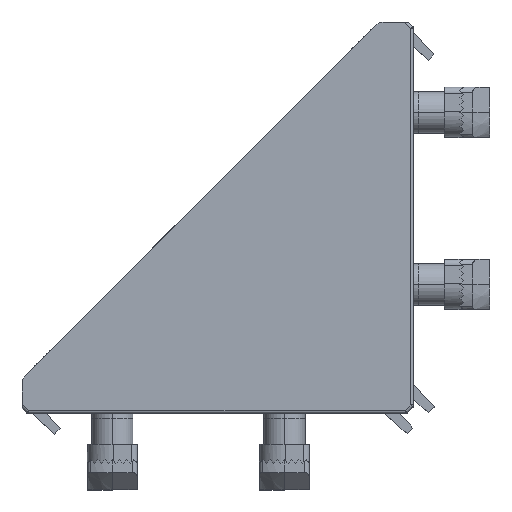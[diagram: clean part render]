
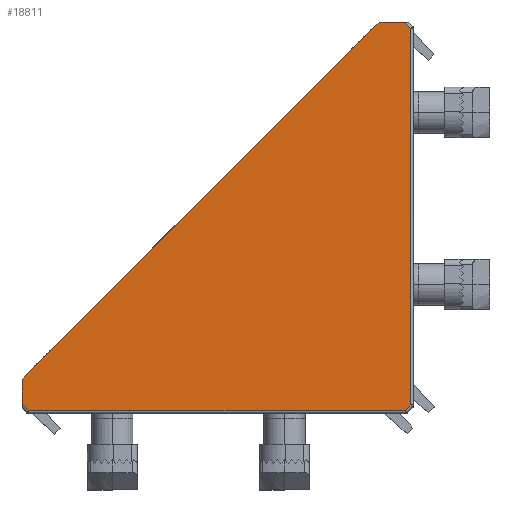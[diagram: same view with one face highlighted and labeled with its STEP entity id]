
A CAD part, top view. The second image highlights one B-rep face of the part: STEP entity #18811.
In plain terms, the highlighted planar face has unit normal (0.012, -0.012, 1).
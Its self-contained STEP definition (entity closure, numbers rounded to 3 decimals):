
#2678=DIRECTION('',(-0.707,-0.707,0.));
#2679=VECTOR('',#2678,96.304);
#2680=CARTESIAN_POINT('',(-7.317,75.414,37.));
#2681=LINE('',#2680,#2679);
#3022=DIRECTION('',(0.,-1.,-0.012));
#3023=VECTOR('',#3022,4.15);
#3024=CARTESIAN_POINT('',(-76.,5.903,36.99));
#3025=LINE('',#3024,#3023);
#3046=DIRECTION('',(0.707,-0.707,-0.017));
#3047=VECTOR('',#3046,1.782);
#3048=CARTESIAN_POINT('',(-76.,1.754,36.939));
#3049=LINE('',#3048,#3047);
#3053=DIRECTION('',(0.,-1.,-0.012));
#3054=VECTOR('',#3053,73.134);
#3055=CARTESIAN_POINT('',(-0.491,74.744,
36.907));
#3056=LINE('',#3055,#3054);
#3060=DIRECTION('',(-1.,0.,0.012));
#3061=VECTOR('',#3060,73.13);
#3062=CARTESIAN_POINT('',(-1.615,0.494,
36.005));
#3063=LINE('',#3062,#3061);
#3074=CARTESIAN_POINT('',(-75.414,7.317,37.));
#3075=CARTESIAN_POINT('',(-75.805,6.927,37.));
#3076=CARTESIAN_POINT('',(-76.,6.455,36.997));
#3077=CARTESIAN_POINT('',(-76.,5.903,36.99));
#3096=CARTESIAN_POINT('',(-5.903,76.,36.99));
#3097=CARTESIAN_POINT('',(-6.087,76.,36.992));
#3098=CARTESIAN_POINT('',(-6.436,75.95,36.996));
#3099=CARTESIAN_POINT('',(-6.905,75.756,36.999));
#3100=CARTESIAN_POINT('',(-7.187,75.544,37.));
#3101=CARTESIAN_POINT('',(-7.317,75.414,37.));
#3113=DIRECTION('',(-1.,0.,0.012));
#3114=VECTOR('',#3113,4.151);
#3115=CARTESIAN_POINT('',(-1.753,76.,36.939));
#3116=LINE('',#3115,#3114);
#3167=DIRECTION('',(-0.708,0.706,0.017));
#3168=VECTOR('',#3167,1.781);
#3169=CARTESIAN_POINT('',(-0.491,74.744,
36.907));
#3170=LINE('',#3169,#3168);
#12229=DIRECTION('',(0.707,0.707,0.));
#12230=VECTOR('',#12229,1.586);
#12231=CARTESIAN_POINT('',(-1.615,0.494,
36.005));
#12232=LINE('',#12231,#12230);
#14589=CARTESIAN_POINT('',(-1.615,0.494,
36.005));
#14590=VERTEX_POINT('',#14589);
#14591=CARTESIAN_POINT('',(-74.74,0.494,
36.907));
#14592=VERTEX_POINT('',#14591);
#14713=CARTESIAN_POINT('',(-7.317,75.414,37.));
#14714=VERTEX_POINT('',#14713);
#14715=CARTESIAN_POINT('',(-75.414,7.317,37.));
#14716=VERTEX_POINT('',#14715);
#14825=CARTESIAN_POINT('',(-76.,5.903,36.99));
#14826=VERTEX_POINT('',#14825);
#14827=CARTESIAN_POINT('',(-76.,1.754,36.939));
#14828=VERTEX_POINT('',#14827);
#14829=VERTEX_POINT('',#3096);
#14830=CARTESIAN_POINT('',(-1.753,76.,36.939));
#14831=VERTEX_POINT('',#14830);
#14832=CARTESIAN_POINT('',(-0.491,74.744,
36.907));
#14833=VERTEX_POINT('',#14832);
#14834=CARTESIAN_POINT('',(-0.494,1.615,
36.005));
#14835=VERTEX_POINT('',#14834);
#18788=CARTESIAN_POINT('',(-7.317,75.414,37.));
#18789=DIRECTION('',(0.012,-0.012,1.));
#18790=DIRECTION('',(-0.707,-0.707,0.));
#18791=AXIS2_PLACEMENT_3D('',#18788,#18789,#18790);
#18792=PLANE('',#18791);
#18793=ORIENTED_EDGE('',*,*,#18782,.F.);
#18794=ORIENTED_EDGE('',*,*,#18755,.F.);
#18796=ORIENTED_EDGE('',*,*,#18795,.F.);
#18797=ORIENTED_EDGE('',*,*,#18467,.F.);
#18799=ORIENTED_EDGE('',*,*,#18798,.F.);
#18801=ORIENTED_EDGE('',*,*,#18800,.F.);
#18803=ORIENTED_EDGE('',*,*,#18802,.F.);
#18805=ORIENTED_EDGE('',*,*,#18804,.T.);
#18807=ORIENTED_EDGE('',*,*,#18806,.F.);
#18808=ORIENTED_EDGE('',*,*,#18070,.T.);
#18809=EDGE_LOOP('',(#18793,#18794,#18796,#18797,#18799,#18801,#18803,#18805,
#18807,#18808));
#18810=FACE_OUTER_BOUND('',#18809,.F.);
#3078=B_SPLINE_CURVE_WITH_KNOTS('',3,(#3074,#3075,#3076,#3077),.UNSPECIFIED.,
.F.,.F.,(4,4),(0.,1.),.UNSPECIFIED.);
#3102=B_SPLINE_CURVE_WITH_KNOTS('',3,(#3096,#3097,#3098,#3099,#3100,#3101),
.UNSPECIFIED.,.F.,.F.,(4,1,1,4),(0.,0.333,0.667,1.),
.UNSPECIFIED.);
#18070=EDGE_CURVE('',#14590,#14592,#3063,.T.);
#18467=EDGE_CURVE('',#14714,#14716,#2681,.T.);
#18755=EDGE_CURVE('',#14826,#14828,#3025,.T.);
#18782=EDGE_CURVE('',#14828,#14592,#3049,.T.);
#18795=EDGE_CURVE('',#14716,#14826,#3078,.T.);
#18798=EDGE_CURVE('',#14829,#14714,#3102,.T.);
#18800=EDGE_CURVE('',#14831,#14829,#3116,.T.);
#18802=EDGE_CURVE('',#14833,#14831,#3170,.T.);
#18804=EDGE_CURVE('',#14833,#14835,#3056,.T.);
#18806=EDGE_CURVE('',#14590,#14835,#12232,.T.);
#18811=ADVANCED_FACE('',(#18810),#18792,.T.);
